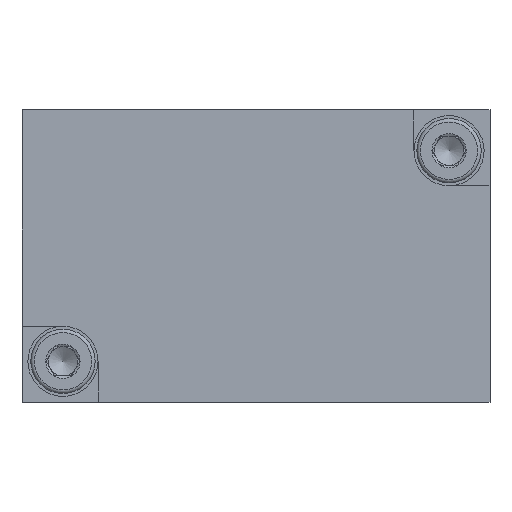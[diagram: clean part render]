
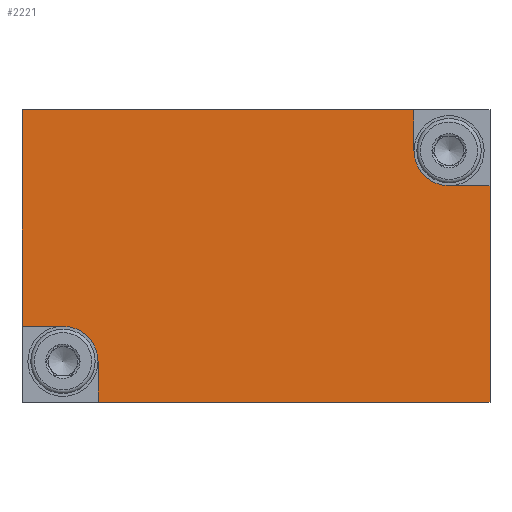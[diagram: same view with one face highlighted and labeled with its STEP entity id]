
A CAD part, front view. The second image highlights one B-rep face of the part: STEP entity #2221.
In plain terms, the highlighted planar face has unit normal (0, -1, 0).
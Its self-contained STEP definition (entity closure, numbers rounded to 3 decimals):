
#412=CIRCLE('',#2343,3.);
#413=CIRCLE('',#2344,3.);
#495=VERTEX_POINT('',#3115);
#496=VERTEX_POINT('',#3116);
#502=VERTEX_POINT('',#3132);
#503=VERTEX_POINT('',#3133);
#504=VERTEX_POINT('',#3138);
#505=VERTEX_POINT('',#3139);
#506=VERTEX_POINT('',#3141);
#507=VERTEX_POINT('',#3143);
#508=VERTEX_POINT('',#3145);
#509=VERTEX_POINT('',#3149);
#691=VECTOR('',#2565,1.);
#698=VECTOR('',#2576,1.);
#701=VECTOR('',#2580,1.);
#702=VECTOR('',#2583,1.);
#703=VECTOR('',#2584,1.);
#704=VECTOR('',#2585,1.);
#705=VECTOR('',#2588,1.);
#706=VECTOR('',#2589,1.);
#862=LINE('',#3114,#691);
#869=LINE('',#3131,#698);
#872=LINE('',#3137,#701);
#873=LINE('',#3142,#702);
#874=LINE('',#3144,#703);
#875=LINE('',#3146,#704);
#876=LINE('',#3148,#705);
#877=LINE('',#3150,#706);
#1033=EDGE_CURVE('',#495,#496,#862,.T.);
#1041=EDGE_CURVE('',#502,#503,#869,.T.);
#1044=EDGE_CURVE('',#504,#505,#872,.T.);
#1045=EDGE_CURVE('',#505,#506,#412,.T.);
#1046=EDGE_CURVE('',#506,#507,#873,.T.);
#1047=EDGE_CURVE('',#508,#507,#874,.T.);
#1048=EDGE_CURVE('',#495,#508,#875,.T.);
#1049=EDGE_CURVE('',#496,#502,#413,.T.);
#1050=EDGE_CURVE('',#509,#503,#876,.T.);
#1051=EDGE_CURVE('',#504,#509,#877,.T.);
#1339=ORIENTED_EDGE('',*,*,#1044,.T.);
#1340=ORIENTED_EDGE('',*,*,#1045,.T.);
#1341=ORIENTED_EDGE('',*,*,#1046,.T.);
#1342=ORIENTED_EDGE('',*,*,#1047,.F.);
#1343=ORIENTED_EDGE('',*,*,#1048,.F.);
#1344=ORIENTED_EDGE('',*,*,#1033,.T.);
#1345=ORIENTED_EDGE('',*,*,#1049,.T.);
#1346=ORIENTED_EDGE('',*,*,#1041,.T.);
#1347=ORIENTED_EDGE('',*,*,#1050,.F.);
#1348=ORIENTED_EDGE('',*,*,#1051,.F.);
#1915=EDGE_LOOP('',(#1339,#1340,#1341,#1342,#1343,#1344,#1345,#1346,#1347,
#1348));
#2068=FACE_BOUND('',#1915,.T.);
#2221=ADVANCED_FACE('',(#2068),#3965,.F.);
#2342=AXIS2_PLACEMENT_3D('',#3136,#2579,$);
#2343=AXIS2_PLACEMENT_3D('',#3140,#2581,#2582);
#2344=AXIS2_PLACEMENT_3D('',#3147,#2586,#2587);
#2565=DIRECTION('',(-1.,0.,0.));
#2576=DIRECTION('',(0.,0.,1.));
#2579=DIRECTION('',(0.,1.,0.));
#2580=DIRECTION('',(1.,0.,0.));
#2581=DIRECTION('',(0.,1.,0.));
#2582=DIRECTION('',(3.,0.,0.));
#2583=DIRECTION('',(0.,0.,-1.));
#2584=DIRECTION('',(-1.,0.,0.));
#2585=DIRECTION('',(0.,0.,-1.));
#2586=DIRECTION('',(0.,1.,0.));
#2587=DIRECTION('',(3.,0.,0.));
#2588=DIRECTION('',(1.,0.,0.));
#2589=DIRECTION('',(0.,0.,1.));
#3114=CARTESIAN_POINT('',(40.,0.,-6.5));
#3115=CARTESIAN_POINT('',(40.,0.,-6.5));
#3116=CARTESIAN_POINT('',(36.5,0.,-6.5));
#3131=CARTESIAN_POINT('',(33.5,0.,-3.5));
#3132=CARTESIAN_POINT('',(33.5,0.,-3.5));
#3133=CARTESIAN_POINT('',(33.5,0.,0.));
#3136=CARTESIAN_POINT('',(0.,0.,0.));
#3137=CARTESIAN_POINT('',(0.,0.,-18.5));
#3138=CARTESIAN_POINT('',(0.,0.,-18.5));
#3139=CARTESIAN_POINT('',(3.5,0.,-18.5));
#3140=CARTESIAN_POINT('',(3.5,0.,-21.5));
#3141=CARTESIAN_POINT('',(6.5,0.,-21.5));
#3142=CARTESIAN_POINT('',(6.5,0.,-21.5));
#3143=CARTESIAN_POINT('',(6.5,0.,-25.));
#3144=CARTESIAN_POINT('',(40.,0.,-25.));
#3145=CARTESIAN_POINT('',(40.,0.,-25.));
#3146=CARTESIAN_POINT('',(40.,0.,-6.5));
#3147=CARTESIAN_POINT('',(36.5,0.,-3.5));
#3148=CARTESIAN_POINT('',(0.,0.,0.));
#3149=CARTESIAN_POINT('',(0.,0.,0.));
#3150=CARTESIAN_POINT('',(0.,0.,-18.5));
#3965=PLANE('',#2342);
